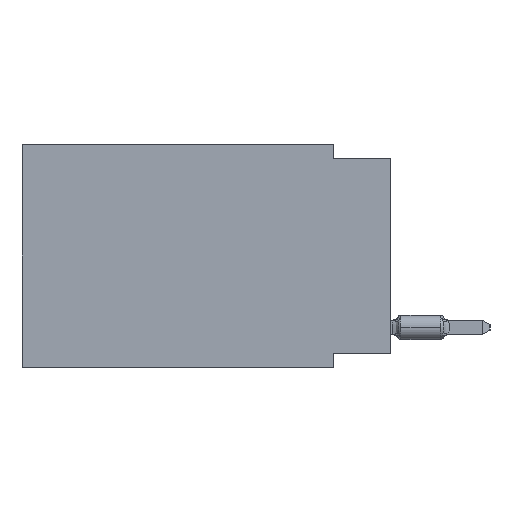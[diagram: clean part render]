
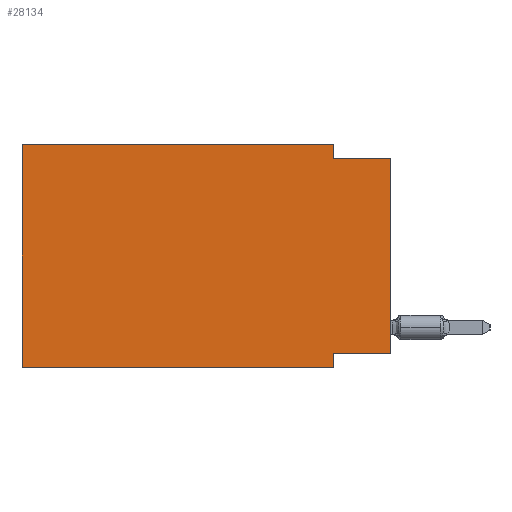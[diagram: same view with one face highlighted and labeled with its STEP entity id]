
A CAD part, left-side view. The second image highlights one B-rep face of the part: STEP entity #28134.
In plain terms, the highlighted planar face has unit normal (-1, 0, 0).
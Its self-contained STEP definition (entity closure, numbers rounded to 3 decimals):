
#270 = VECTOR ( 'NONE', #3757, 1000. ) ;
#1575 = ORIENTED_EDGE ( 'NONE', *, *, #6772, .F. ) ;
#1873 = EDGE_CURVE ( 'NONE', #51757, #35404, #54461, .T. ) ;
#3593 = VECTOR ( 'NONE', #13877, 1000. ) ;
#3757 = DIRECTION ( 'NONE',  ( 0., -1., 0. ) ) ;
#4894 = CARTESIAN_POINT ( 'NONE',  ( 0., 16.383, 0. ) ) ;
#6772 = EDGE_CURVE ( 'NONE', #32499, #16201, #32441, .T. ) ;
#6890 = CARTESIAN_POINT ( 'NONE',  ( 0., 0., -0.635 ) ) ;
#8879 = VERTEX_POINT ( 'NONE', #30023 ) ;
#9372 = ORIENTED_EDGE ( 'NONE', *, *, #54561, .T. ) ;
#9511 = CARTESIAN_POINT ( 'NONE',  ( 0., 16.383, -9.906 ) ) ;
#9781 = ORIENTED_EDGE ( 'NONE', *, *, #55324, .F. ) ;
#11191 = CARTESIAN_POINT ( 'NONE',  ( 0., 0., 0. ) ) ;
#11939 = ORIENTED_EDGE ( 'NONE', *, *, #48990, .F. ) ;
#11983 = ORIENTED_EDGE ( 'NONE', *, *, #26004, .F. ) ;
#12439 = CARTESIAN_POINT ( 'NONE',  ( 0., 2.54, 0. ) ) ;
#13383 = CARTESIAN_POINT ( 'NONE',  ( 0., 0., -9.271 ) ) ;
#13766 = DIRECTION ( 'NONE',  ( 1., 0., 0. ) ) ;
#13877 = DIRECTION ( 'NONE',  ( 0., 0., -1. ) ) ;
#14087 = DIRECTION ( 'NONE',  ( 0., 0., -1. ) ) ;
#15078 = DIRECTION ( 'NONE',  ( 0., 0., 1. ) ) ;
#15904 = CARTESIAN_POINT ( 'NONE',  ( 0., 16.383, -9.906 ) ) ;
#16201 = VERTEX_POINT ( 'NONE', #36798 ) ;
#16821 = ORIENTED_EDGE ( 'NONE', *, *, #43933, .F. ) ;
#18687 = PLANE ( 'NONE',  #31144 ) ;
#19149 = CARTESIAN_POINT ( 'NONE',  ( 0., 0., -0.635 ) ) ;
#19786 = CARTESIAN_POINT ( 'NONE',  ( 0., 0., -9.271 ) ) ;
#20296 = VECTOR ( 'NONE', #41667, 1000. ) ;
#21674 = LINE ( 'NONE', #6890, #27484 ) ;
#24486 = VECTOR ( 'NONE', #58305, 1000. ) ;
#26004 = EDGE_CURVE ( 'NONE', #64563, #8879, #38330, .T. ) ;
#26874 = ORIENTED_EDGE ( 'NONE', *, *, #63304, .F. ) ;
#27484 = VECTOR ( 'NONE', #55470, 1000. ) ;
#28134 = ADVANCED_FACE ( 'NONE', ( #58692 ), #18687, .F. ) ;
#28206 = VECTOR ( 'NONE', #15078, 1000. ) ;
#29531 = DIRECTION ( 'NONE',  ( 0., -1., 0. ) ) ;
#30023 = CARTESIAN_POINT ( 'NONE',  ( 0., 2.54, -9.271 ) ) ;
#30337 = VECTOR ( 'NONE', #46303, 1000. ) ;
#30555 = LINE ( 'NONE', #11191, #30337 ) ;
#31144 = AXIS2_PLACEMENT_3D ( 'NONE', #54417, #13766, #14087 ) ;
#31670 = EDGE_LOOP ( 'NONE', ( #9372, #9781, #1575, #16821, #26874, #48000, #11939, #11983 ) ) ;
#32441 = LINE ( 'NONE', #12439, #20296 ) ;
#32499 = VERTEX_POINT ( 'NONE', #44250 ) ;
#34977 = CARTESIAN_POINT ( 'NONE',  ( 0., 2.54, -9.906 ) ) ;
#35404 = VERTEX_POINT ( 'NONE', #34977 ) ;
#36798 = CARTESIAN_POINT ( 'NONE',  ( 0., 2.54, -0.635 ) ) ;
#38330 = LINE ( 'NONE', #13383, #24486 ) ;
#40044 = LINE ( 'NONE', #4894, #28206 ) ;
#40835 = CARTESIAN_POINT ( 'NONE',  ( 0., 16.383, 0. ) ) ;
#41667 = DIRECTION ( 'NONE',  ( 0., 0., -1. ) ) ;
#42052 = VERTEX_POINT ( 'NONE', #19149 ) ;
#43409 = CARTESIAN_POINT ( 'NONE',  ( 0., 2.54, -9.906 ) ) ;
#43933 = EDGE_CURVE ( 'NONE', #50168, #32499, #53322, .T. ) ;
#44250 = CARTESIAN_POINT ( 'NONE',  ( 0., 2.54, 0. ) ) ;
#46303 = DIRECTION ( 'NONE',  ( 0., 0., 1. ) ) ;
#46856 = VECTOR ( 'NONE', #29531, 1000. ) ;
#48000 = ORIENTED_EDGE ( 'NONE', *, *, #1873, .T. ) ;
#48990 = EDGE_CURVE ( 'NONE', #8879, #35404, #58807, .T. ) ;
#50168 = VERTEX_POINT ( 'NONE', #40835 ) ;
#51757 = VERTEX_POINT ( 'NONE', #15904 ) ;
#53322 = LINE ( 'NONE', #64727, #270 ) ;
#54417 = CARTESIAN_POINT ( 'NONE',  ( 0., 16.383, 0. ) ) ;
#54461 = LINE ( 'NONE', #9511, #46856 ) ;
#54561 = EDGE_CURVE ( 'NONE', #64563, #42052, #30555, .T. ) ;
#55324 = EDGE_CURVE ( 'NONE', #16201, #42052, #21674, .T. ) ;
#55470 = DIRECTION ( 'NONE',  ( 0., -1., 0. ) ) ;
#58305 = DIRECTION ( 'NONE',  ( 0., 1., 0. ) ) ;
#58692 = FACE_OUTER_BOUND ( 'NONE', #31670, .T. ) ;
#58807 = LINE ( 'NONE', #43409, #3593 ) ;
#63304 = EDGE_CURVE ( 'NONE', #51757, #50168, #40044, .T. ) ;
#64563 = VERTEX_POINT ( 'NONE', #19786 ) ;
#64727 = CARTESIAN_POINT ( 'NONE',  ( 0., 16.383, 0. ) ) ;
